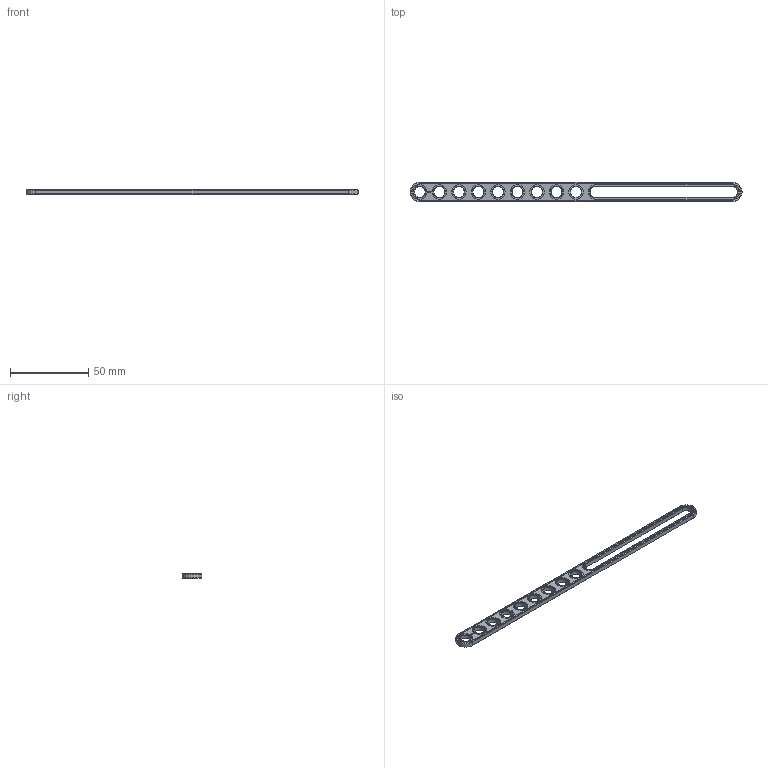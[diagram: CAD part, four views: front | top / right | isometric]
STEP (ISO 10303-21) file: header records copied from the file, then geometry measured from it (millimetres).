
FILE_DESCRIPTION(('FreeCAD Model'),'2;1');
FILE_NAME('Open CASCADE Shape Model','2021-02-26T21:22:08',( 'Paulo Kiefe'),('STEMFIE.org'),'Open CASCADE STEP processor 7.4', 'FreeCAD','Unknown');
FILE_SCHEMA(('AUTOMOTIVE_DESIGN { 1 0 10303 214 1 1 1 1 }'));
Length unit declared in the file: millimetre
Products named in the file (1): Brace_STR_SLT_SE_ERR_-_BU17x01x00.25x08_SPN-BRC-0233_(stemfie.org)
Bounding box: 212.5 x 12.5 x 3.12 mm (x, y, z)
Volume: 4869 mm3; surface area: 5746.8 mm2
Topology: 1 solids, 1 shells, 624 faces, 1712 edges, 1133 vertices
Faces by surface type: plane 344, extrusion 228, cone 26, cylinder 26
Full cylindrical faces by diameter (mm): 7 x9, 9.2 x9
Entity records: 43709 total; most frequent: CARTESIAN_POINT 11223, DIRECTION 5078, VECTOR 4076, LINE 3848, ORIENTED_EDGE 3424, PCURVE 3424, DEFINITIONAL_REPRESENTATION 3424, EDGE_CURVE 1712
